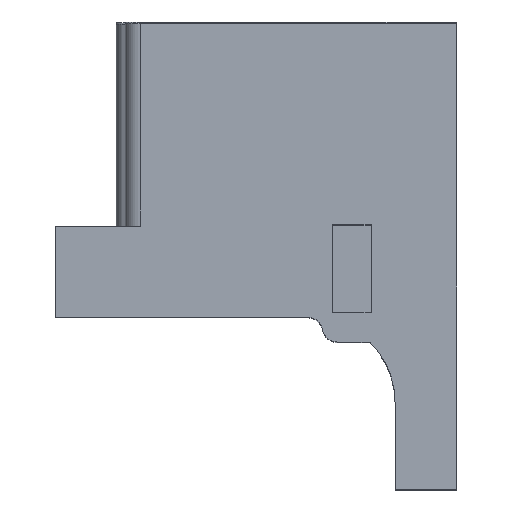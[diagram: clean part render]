
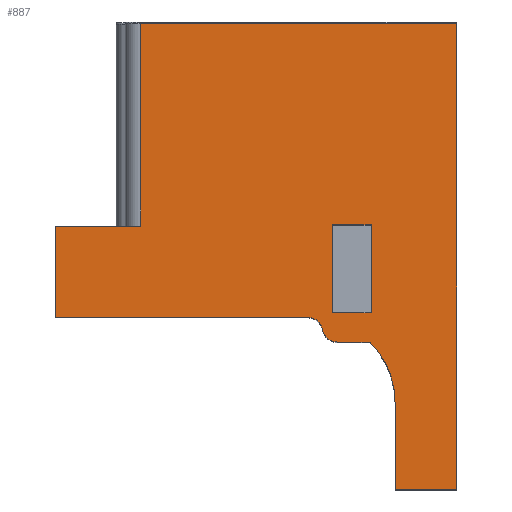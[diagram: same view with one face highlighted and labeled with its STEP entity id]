
A CAD part, top view. The second image highlights one B-rep face of the part: STEP entity #887.
In plain terms, the highlighted planar face has unit normal (0, 0, 1).
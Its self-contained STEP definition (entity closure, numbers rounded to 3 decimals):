
#20=FACE_BOUND('',#117,.T.);
#38=PLANE('',#955);
#67=FACE_OUTER_BOUND('',#116,.T.);
#116=EDGE_LOOP('',(#623,#624,#625,#626,#627,#628,#629,#630,#631,#632,#633,
#634));
#117=EDGE_LOOP('',(#635,#636,#637,#638));
#181=LINE('',#1315,#268);
#188=LINE('',#1335,#275);
#189=LINE('',#1339,#276);
#190=LINE('',#1341,#277);
#191=LINE('',#1343,#278);
#192=LINE('',#1345,#279);
#193=LINE('',#1347,#280);
#194=LINE('',#1349,#281);
#195=LINE('',#1350,#282);
#196=LINE('',#1353,#283);
#197=LINE('',#1355,#284);
#198=LINE('',#1357,#285);
#199=LINE('',#1358,#286);
#268=VECTOR('',#1048,10.);
#275=VECTOR('',#1065,10.);
#276=VECTOR('',#1068,10.);
#277=VECTOR('',#1069,10.);
#278=VECTOR('',#1070,10.);
#279=VECTOR('',#1071,10.);
#280=VECTOR('',#1072,10.);
#281=VECTOR('',#1073,10.);
#282=VECTOR('',#1074,10.);
#283=VECTOR('',#1075,10.);
#284=VECTOR('',#1076,10.);
#285=VECTOR('',#1077,10.);
#286=VECTOR('',#1078,10.);
#354=CIRCLE('',#949,1.);
#357=CIRCLE('',#954,1.);
#358=CIRCLE('',#956,5.5);
#395=VERTEX_POINT('',#1308);
#396=VERTEX_POINT('',#1310);
#397=VERTEX_POINT('',#1314);
#404=VERTEX_POINT('',#1330);
#405=VERTEX_POINT('',#1334);
#406=VERTEX_POINT('',#1336);
#407=VERTEX_POINT('',#1338);
#408=VERTEX_POINT('',#1340);
#409=VERTEX_POINT('',#1342);
#410=VERTEX_POINT('',#1344);
#411=VERTEX_POINT('',#1346);
#412=VERTEX_POINT('',#1348);
#413=VERTEX_POINT('',#1351);
#414=VERTEX_POINT('',#1352);
#415=VERTEX_POINT('',#1354);
#416=VERTEX_POINT('',#1356);
#480=EDGE_CURVE('',#395,#396,#354,.T.);
#482=EDGE_CURVE('',#396,#397,#181,.F.);
#491=EDGE_CURVE('',#404,#395,#357,.T.);
#492=EDGE_CURVE('',#405,#404,#188,.T.);
#493=EDGE_CURVE('',#406,#405,#358,.F.);
#494=EDGE_CURVE('',#407,#406,#189,.F.);
#495=EDGE_CURVE('',#408,#407,#190,.F.);
#496=EDGE_CURVE('',#409,#408,#191,.T.);
#497=EDGE_CURVE('',#410,#409,#192,.T.);
#498=EDGE_CURVE('',#411,#410,#193,.T.);
#499=EDGE_CURVE('',#412,#411,#194,.T.);
#500=EDGE_CURVE('',#397,#412,#195,.F.);
#501=EDGE_CURVE('',#413,#414,#196,.F.);
#502=EDGE_CURVE('',#414,#415,#197,.F.);
#503=EDGE_CURVE('',#415,#416,#198,.F.);
#504=EDGE_CURVE('',#416,#413,#199,.F.);
#623=ORIENTED_EDGE('',*,*,#491,.F.);
#624=ORIENTED_EDGE('',*,*,#492,.F.);
#625=ORIENTED_EDGE('',*,*,#493,.F.);
#626=ORIENTED_EDGE('',*,*,#494,.F.);
#627=ORIENTED_EDGE('',*,*,#495,.F.);
#628=ORIENTED_EDGE('',*,*,#496,.F.);
#629=ORIENTED_EDGE('',*,*,#497,.F.);
#630=ORIENTED_EDGE('',*,*,#498,.F.);
#631=ORIENTED_EDGE('',*,*,#499,.F.);
#632=ORIENTED_EDGE('',*,*,#500,.F.);
#633=ORIENTED_EDGE('',*,*,#482,.F.);
#634=ORIENTED_EDGE('',*,*,#480,.F.);
#635=ORIENTED_EDGE('',*,*,#501,.T.);
#636=ORIENTED_EDGE('',*,*,#502,.T.);
#637=ORIENTED_EDGE('',*,*,#503,.T.);
#638=ORIENTED_EDGE('',*,*,#504,.T.);
#887=ADVANCED_FACE('',(#67,#20),#38,.T.);
#949=AXIS2_PLACEMENT_3D('',#1311,#1043,#1044);
#954=AXIS2_PLACEMENT_3D('',#1332,#1061,#1062);
#955=AXIS2_PLACEMENT_3D('',#1333,#1063,#1064);
#956=AXIS2_PLACEMENT_3D('',#1337,#1066,#1067);
#1043=DIRECTION('center_axis',(0.,0.,
1.));
#1044=DIRECTION('ref_axis',(0.,-1.,0.));
#1048=DIRECTION('',(1.,0.,0.));
#1061=DIRECTION('center_axis',(0.,0.,
-1.));
#1062=DIRECTION('ref_axis',(-0.707,-0.707,0.));
#1063=DIRECTION('center_axis',(0.,0.,
1.));
#1064=DIRECTION('ref_axis',(0.,1.,0.));
#1065=DIRECTION('',(-1.,0.,0.));
#1066=DIRECTION('center_axis',(0.,0.,
-1.));
#1067=DIRECTION('ref_axis',(0.707,0.707,0.));
#1068=DIRECTION('',(0.,-1.,0.));
#1069=DIRECTION('',(1.,0.,0.));
#1070=DIRECTION('',(0.,-1.,0.));
#1071=DIRECTION('',(1.,0.,0.));
#1072=DIRECTION('',(0.,1.,0.));
#1073=DIRECTION('',(1.,0.,0.));
#1074=DIRECTION('',(0.,-1.,0.));
#1075=DIRECTION('',(0.,-1.,0.));
#1076=DIRECTION('',(-1.,0.,0.));
#1077=DIRECTION('',(0.,1.,0.));
#1078=DIRECTION('',(1.,0.,0.));
#1308=CARTESIAN_POINT('',(-0.897,5.072,16.5));
#1310=CARTESIAN_POINT('',(-1.877,5.878,16.5));
#1311=CARTESIAN_POINT('Origin',(-1.877,4.878,16.5));
#1314=CARTESIAN_POINT('',(-18.202,5.878,16.5));
#1315=CARTESIAN_POINT('',(7.798,5.878,16.5));
#1330=CARTESIAN_POINT('',(0.084,4.267,16.5));
#1332=CARTESIAN_POINT('Origin',(0.084,5.267,16.5));
#1333=CARTESIAN_POINT('Origin',(7.798,-5.27,16.5));
#1334=CARTESIAN_POINT('',(2.187,4.267,16.5));
#1335=CARTESIAN_POINT('',(2.187,4.267,16.5));
#1336=CARTESIAN_POINT('',(3.798,0.378,16.5));
#1337=CARTESIAN_POINT('Origin',(-1.702,0.378,16.5));
#1338=CARTESIAN_POINT('',(3.798,-5.27,16.5));
#1339=CARTESIAN_POINT('',(3.798,2.294,16.5));
#1340=CARTESIAN_POINT('',(7.798,-5.27,16.5));
#1341=CARTESIAN_POINT('',(7.798,-5.27,16.5));
#1342=CARTESIAN_POINT('',(7.798,24.888,16.5));
#1343=CARTESIAN_POINT('',(7.798,2.294,16.5));
#1344=CARTESIAN_POINT('',(-12.674,24.888,16.5));
#1345=CARTESIAN_POINT('',(0.298,24.888,16.5));
#1346=CARTESIAN_POINT('',(-12.674,11.778,16.5));
#1347=CARTESIAN_POINT('',(-12.674,3.254,16.5));
#1348=CARTESIAN_POINT('',(-18.202,11.778,16.5));
#1349=CARTESIAN_POINT('',(7.798,11.778,16.5));
#1350=CARTESIAN_POINT('',(-18.202,1.779,16.5));
#1351=CARTESIAN_POINT('',(-0.25,6.15,16.5));
#1352=CARTESIAN_POINT('',(-0.25,11.85,16.5));
#1353=CARTESIAN_POINT('',(-0.25,1.865,16.5));
#1354=CARTESIAN_POINT('',(2.25,11.85,16.5));
#1355=CARTESIAN_POINT('',(3.774,11.85,16.5));
#1356=CARTESIAN_POINT('',(2.25,6.15,16.5));
#1357=CARTESIAN_POINT('',(2.25,3.29,16.5));
#1358=CARTESIAN_POINT('',(5.024,6.15,16.5));
